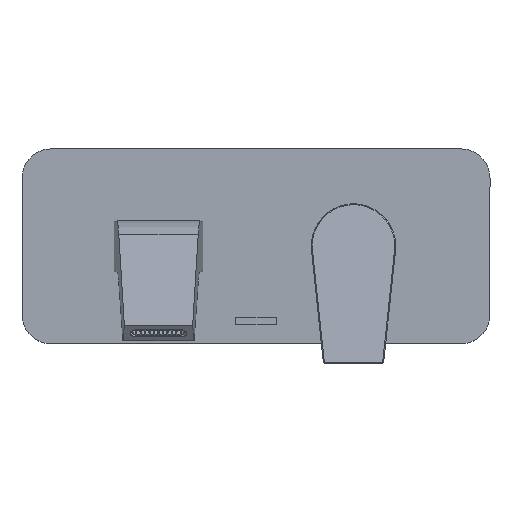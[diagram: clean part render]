
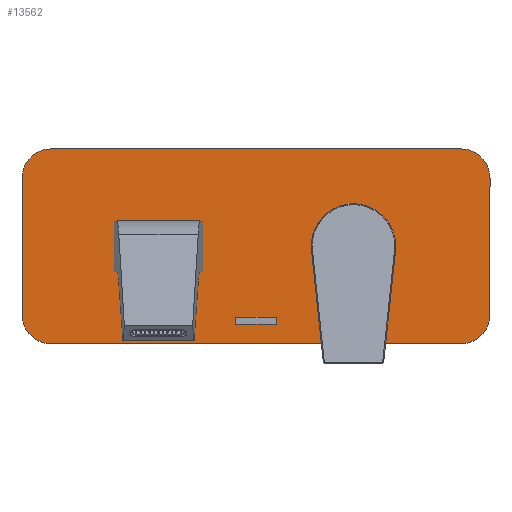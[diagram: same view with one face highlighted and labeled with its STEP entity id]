
A CAD part, top view. The second image highlights one B-rep face of the part: STEP entity #13562.
In plain terms, the highlighted planar face has unit normal (0, 0, 1).
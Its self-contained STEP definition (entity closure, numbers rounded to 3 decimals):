
#13 = VERTEX_POINT ( 'NONE', #11781 ) ;
#340 = DIRECTION ( 'NONE',  ( -1., 0., 0. ) ) ;
#383 = EDGE_CURVE ( 'NONE', #13, #14310, #13731, .T. ) ;
#609 = CARTESIAN_POINT ( 'NONE',  ( 70., 35., 52. ) ) ;
#787 = ORIENTED_EDGE ( 'NONE', *, *, #1736, .F. ) ;
#813 = ORIENTED_EDGE ( 'NONE', *, *, #2248, .F. ) ;
#909 = DIRECTION ( 'NONE',  ( 0., -1., 0. ) ) ;
#987 = ORIENTED_EDGE ( 'NONE', *, *, #1404, .F. ) ;
#1356 = AXIS2_PLACEMENT_3D ( 'NONE', #13019, #12968, #3380 ) ;
#1390 = FACE_BOUND ( 'NONE', #1505, .T. ) ;
#1404 = EDGE_CURVE ( 'NONE', #8948, #2478, #6120, .T. ) ;
#1411 = AXIS2_PLACEMENT_3D ( 'NONE', #9428, #5884, #11721 ) ;
#1505 = EDGE_LOOP ( 'NONE', ( #2012 ) ) ;
#1586 = VERTEX_POINT ( 'NONE', #9763 ) ;
#1625 = VERTEX_POINT ( 'NONE', #13303 ) ;
#1632 = EDGE_CURVE ( 'NONE', #14883, #2478, #15186, .T. ) ;
#1653 = DIRECTION ( 'NONE',  ( -1., 0., 0. ) ) ;
#1736 = EDGE_CURVE ( 'NONE', #14212, #14310, #7398, .T. ) ;
#2012 = ORIENTED_EDGE ( 'NONE', *, *, #11381, .F. ) ;
#2248 = EDGE_CURVE ( 'NONE', #8549, #1586, #10388, .T. ) ;
#2478 = VERTEX_POINT ( 'NONE', #13402 ) ;
#2664 = VERTEX_POINT ( 'NONE', #6590 ) ;
#2761 = DIRECTION ( 'NONE',  ( 1., 0., 0. ) ) ;
#2884 = CARTESIAN_POINT ( 'NONE',  ( 10., 0., 52. ) ) ;
#2962 = VECTOR ( 'NONE', #909, 1000. ) ;
#3065 = CARTESIAN_POINT ( 'NONE',  ( -60.5, -36.4, 52. ) ) ;
#3091 = EDGE_LOOP ( 'NONE', ( #6239 ) ) ;
#3380 = DIRECTION ( 'NONE',  ( -1., 0., 0. ) ) ;
#3440 = FACE_BOUND ( 'NONE', #3772, .T. ) ;
#3643 = CARTESIAN_POINT ( 'NONE',  ( -60.5, 0., 52. ) ) ;
#3651 = CARTESIAN_POINT ( 'NONE',  ( -39.5, -40., 52. ) ) ;
#3707 = CARTESIAN_POINT ( 'NONE',  ( -170., 35., 52. ) ) ;
#3711 = LINE ( 'NONE', #6907, #9490 ) ;
#3772 = EDGE_LOOP ( 'NONE', ( #813, #4992, #10729, #5191 ) ) ;
#4076 = VECTOR ( 'NONE', #1653, 1000. ) ;
#4267 = CARTESIAN_POINT ( 'NONE',  ( 0., 21.25, 52. ) ) ;
#4339 = CARTESIAN_POINT ( 'NONE',  ( -170., -35., 52. ) ) ;
#4584 = CARTESIAN_POINT ( 'NONE',  ( 70., 50., 52. ) ) ;
#4605 = CIRCLE ( 'NONE', #1411, 21.25 ) ;
#4735 = AXIS2_PLACEMENT_3D ( 'NONE', #5199, #8678, #7536 ) ;
#4801 = CIRCLE ( 'NONE', #14751, 2.45 ) ;
#4992 = ORIENTED_EDGE ( 'NONE', *, *, #10390, .F. ) ;
#5102 = ORIENTED_EDGE ( 'NONE', *, *, #13067, .T. ) ;
#5120 = EDGE_CURVE ( 'NONE', #13659, #13659, #11613, .T. ) ;
#5191 = ORIENTED_EDGE ( 'NONE', *, *, #10319, .F. ) ;
#5199 = CARTESIAN_POINT ( 'NONE',  ( -155., -35., 52. ) ) ;
#5288 = CARTESIAN_POINT ( 'NONE',  ( -100., -8.2, 52. ) ) ;
#5330 = CARTESIAN_POINT ( 'NONE',  ( 55., 50., 52. ) ) ;
#5711 = ORIENTED_EDGE ( 'NONE', *, *, #5921, .F. ) ;
#5884 = DIRECTION ( 'NONE',  ( 0., 0., -1. ) ) ;
#5921 = EDGE_CURVE ( 'NONE', #13, #8118, #14533, .T. ) ;
#5928 = AXIS2_PLACEMENT_3D ( 'NONE', #13768, #8847, #6661 ) ;
#5955 = VECTOR ( 'NONE', #2761, 1000. ) ;
#6080 = ORIENTED_EDGE ( 'NONE', *, *, #383, .T. ) ;
#6120 = LINE ( 'NONE', #4584, #2962 ) ;
#6159 = DIRECTION ( 'NONE',  ( 0., 0., -1. ) ) ;
#6204 = VERTEX_POINT ( 'NONE', #4267 ) ;
#6239 = ORIENTED_EDGE ( 'NONE', *, *, #5120, .F. ) ;
#6310 = EDGE_CURVE ( 'NONE', #14212, #1625, #10100, .T. ) ;
#6322 = CARTESIAN_POINT ( 'NONE',  ( -170., -50., 52. ) ) ;
#6444 = CARTESIAN_POINT ( 'NONE',  ( 10., -36.4, 52. ) ) ;
#6572 = CARTESIAN_POINT ( 'NONE',  ( -170., 50., 52. ) ) ;
#6590 = CARTESIAN_POINT ( 'NONE',  ( -115., -6.45, 52. ) ) ;
#6661 = DIRECTION ( 'NONE',  ( 0., -1., 0. ) ) ;
#6843 = DIRECTION ( 'NONE',  ( 0., 0., 1. ) ) ;
#6853 = DIRECTION ( 'NONE',  ( 0., 1., 0. ) ) ;
#6907 = CARTESIAN_POINT ( 'NONE',  ( -39.5, 0., 52. ) ) ;
#7089 = EDGE_CURVE ( 'NONE', #7147, #8353, #3711, .T. ) ;
#7147 = VERTEX_POINT ( 'NONE', #3651 ) ;
#7201 = VECTOR ( 'NONE', #11984, 1000. ) ;
#7398 = LINE ( 'NONE', #6322, #11154 ) ;
#7404 = ORIENTED_EDGE ( 'NONE', *, *, #11230, .T. ) ;
#7463 = DIRECTION ( 'NONE',  ( 0., 0., 1. ) ) ;
#7536 = DIRECTION ( 'NONE',  ( -1., 0., 0. ) ) ;
#7541 = CARTESIAN_POINT ( 'NONE',  ( 10., -40., 52. ) ) ;
#7880 = DIRECTION ( 'NONE',  ( -1., 0., 0. ) ) ;
#7998 = LINE ( 'NONE', #6444, #4076 ) ;
#8118 = VERTEX_POINT ( 'NONE', #5330 ) ;
#8353 = VERTEX_POINT ( 'NONE', #9904 ) ;
#8486 = CARTESIAN_POINT ( 'NONE',  ( -115., -4., 52. ) ) ;
#8549 = VERTEX_POINT ( 'NONE', #3065 ) ;
#8678 = DIRECTION ( 'NONE',  ( 0., 0., 1. ) ) ;
#8718 = AXIS2_PLACEMENT_3D ( 'NONE', #15231, #6843, #11731 ) ;
#8847 = DIRECTION ( 'NONE',  ( 0., 0., 1. ) ) ;
#8878 = VECTOR ( 'NONE', #7880, 1000. ) ;
#8948 = VERTEX_POINT ( 'NONE', #609 ) ;
#9129 = LINE ( 'NONE', #7541, #5955 ) ;
#9264 = DIRECTION ( 'NONE',  ( 0., 1., 0. ) ) ;
#9428 = CARTESIAN_POINT ( 'NONE',  ( 0., 0., 52. ) ) ;
#9490 = VECTOR ( 'NONE', #6853, 1000. ) ;
#9580 = ORIENTED_EDGE ( 'NONE', *, *, #1632, .T. ) ;
#9690 = DIRECTION ( 'NONE',  ( 0., -1., 0. ) ) ;
#9763 = CARTESIAN_POINT ( 'NONE',  ( -60.5, -40., 52. ) ) ;
#9904 = CARTESIAN_POINT ( 'NONE',  ( -39.5, -36.4, 52. ) ) ;
#9979 = AXIS2_PLACEMENT_3D ( 'NONE', #11989, #7463, #340 ) ;
#10100 = CIRCLE ( 'NONE', #4735, 15. ) ;
#10171 = FACE_BOUND ( 'NONE', #3091, .T. ) ;
#10319 = EDGE_CURVE ( 'NONE', #1586, #7147, #9129, .T. ) ;
#10388 = LINE ( 'NONE', #3643, #7201 ) ;
#10390 = EDGE_CURVE ( 'NONE', #8353, #8549, #7998, .T. ) ;
#10435 = AXIS2_PLACEMENT_3D ( 'NONE', #2884, #6159, #9264 ) ;
#10705 = FACE_BOUND ( 'NONE', #12019, .T. ) ;
#10729 = ORIENTED_EDGE ( 'NONE', *, *, #7089, .F. ) ;
#10839 = VECTOR ( 'NONE', #13541, 1000. ) ;
#11154 = VECTOR ( 'NONE', #12255, 1000. ) ;
#11230 = EDGE_CURVE ( 'NONE', #6204, #6204, #4605, .T. ) ;
#11381 = EDGE_CURVE ( 'NONE', #2664, #2664, #4801, .T. ) ;
#11385 = CARTESIAN_POINT ( 'NONE',  ( 55., -50., 52. ) ) ;
#11613 = CIRCLE ( 'NONE', #5928, 8.2 ) ;
#11620 = ORIENTED_EDGE ( 'NONE', *, *, #12899, .F. ) ;
#11721 = DIRECTION ( 'NONE',  ( 0., 1., 0. ) ) ;
#11731 = DIRECTION ( 'NONE',  ( -1., 0., 0. ) ) ;
#11781 = CARTESIAN_POINT ( 'NONE',  ( -155., 50., 52. ) ) ;
#11984 = DIRECTION ( 'NONE',  ( 0., -1., 0. ) ) ;
#11989 = CARTESIAN_POINT ( 'NONE',  ( 55., -35., 52. ) ) ;
#12019 = EDGE_LOOP ( 'NONE', ( #7404 ) ) ;
#12255 = DIRECTION ( 'NONE',  ( 0., 1., 0. ) ) ;
#12353 = PLANE ( 'NONE',  #10435 ) ;
#12899 = EDGE_CURVE ( 'NONE', #14883, #1625, #14428, .T. ) ;
#12968 = DIRECTION ( 'NONE',  ( 0., 0., 1. ) ) ;
#13019 = CARTESIAN_POINT ( 'NONE',  ( -155., 35., 52. ) ) ;
#13067 = EDGE_CURVE ( 'NONE', #8948, #8118, #14064, .T. ) ;
#13303 = CARTESIAN_POINT ( 'NONE',  ( -155., -50., 52. ) ) ;
#13402 = CARTESIAN_POINT ( 'NONE',  ( 70., -35., 52. ) ) ;
#13541 = DIRECTION ( 'NONE',  ( 1., 0., 0. ) ) ;
#13562 = ADVANCED_FACE ( 'NONE', ( #14413, #10705, #10171, #1390, #3440 ), #12353, .F. ) ;
#13594 = ORIENTED_EDGE ( 'NONE', *, *, #6310, .T. ) ;
#13659 = VERTEX_POINT ( 'NONE', #5288 ) ;
#13731 = CIRCLE ( 'NONE', #1356, 15. ) ;
#13768 = CARTESIAN_POINT ( 'NONE',  ( -100., 0., 52. ) ) ;
#14064 = CIRCLE ( 'NONE', #8718, 15. ) ;
#14212 = VERTEX_POINT ( 'NONE', #4339 ) ;
#14297 = EDGE_LOOP ( 'NONE', ( #987, #5102, #5711, #6080, #787, #13594, #11620, #9580 ) ) ;
#14310 = VERTEX_POINT ( 'NONE', #3707 ) ;
#14398 = DIRECTION ( 'NONE',  ( 0., 0., 1. ) ) ;
#14413 = FACE_OUTER_BOUND ( 'NONE', #14297, .T. ) ;
#14428 = LINE ( 'NONE', #15079, #8878 ) ;
#14533 = LINE ( 'NONE', #6572, #10839 ) ;
#14751 = AXIS2_PLACEMENT_3D ( 'NONE', #8486, #14398, #9690 ) ;
#14883 = VERTEX_POINT ( 'NONE', #11385 ) ;
#15079 = CARTESIAN_POINT ( 'NONE',  ( 70., -50., 52. ) ) ;
#15186 = CIRCLE ( 'NONE', #9979, 15. ) ;
#15231 = CARTESIAN_POINT ( 'NONE',  ( 55., 35., 52. ) ) ;
